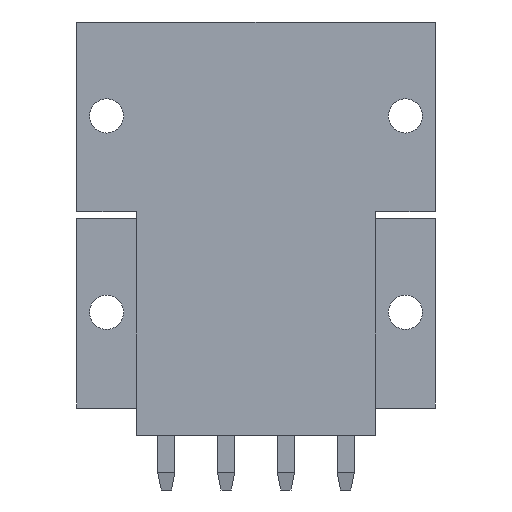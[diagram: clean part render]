
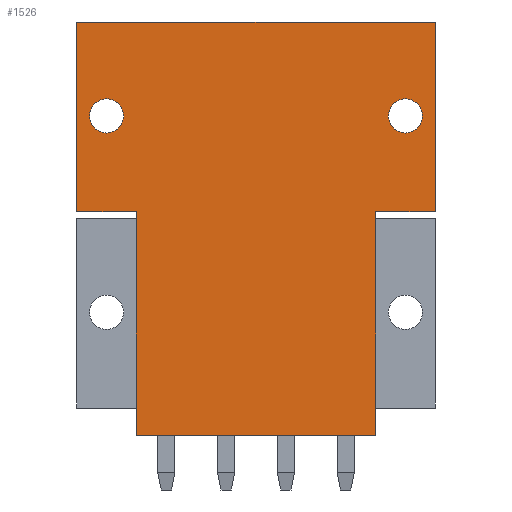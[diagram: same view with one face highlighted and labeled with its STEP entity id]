
A CAD part, front view. The second image highlights one B-rep face of the part: STEP entity #1526.
In plain terms, the highlighted planar face has unit normal (0, -1, 0).
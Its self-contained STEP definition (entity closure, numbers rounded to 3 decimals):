
#1440=AXIS2_PLACEMENT_3D('Plane Axis2P3D',#1437,#1438,#1439) ;
#1492=AXIS2_PLACEMENT_3D('Circle Axis2P3D',#1490,#1491,$) ;
#1501=AXIS2_PLACEMENT_3D('Circle Axis2P3D',#1499,#1500,$) ;
#1510=AXIS2_PLACEMENT_3D('Circle Axis2P3D',#1508,#1509,$) ;
#1519=AXIS2_PLACEMENT_3D('Circle Axis2P3D',#1517,#1518,$) ;
#40=CARTESIAN_POINT('Vertex',(0.,0.,27.4)) ;
#45=CARTESIAN_POINT('Line Origine',(10.5,0.,27.4)) ;
#49=CARTESIAN_POINT('Vertex',(21.,0.,27.4)) ;
#1143=CARTESIAN_POINT('Vertex',(17.5,0.,3.2)) ;
#1146=CARTESIAN_POINT('Line Origine',(10.5,0.,3.2)) ;
#1150=CARTESIAN_POINT('Vertex',(3.5,0.,3.2)) ;
#1437=CARTESIAN_POINT('Axis2P3D Location',(3.5,0.,27.4)) ;
#1442=CARTESIAN_POINT('Line Origine',(17.5,0.,9.75)) ;
#1446=CARTESIAN_POINT('Vertex',(17.5,0.,16.3)) ;
#1449=CARTESIAN_POINT('Line Origine',(19.25,0.,16.3)) ;
#1453=CARTESIAN_POINT('Vertex',(21.,0.,16.3)) ;
#1456=CARTESIAN_POINT('Line Origine',(21.,0.,21.85)) ;
#1461=CARTESIAN_POINT('Line Origine',(0.,0.,21.85)) ;
#1465=CARTESIAN_POINT('Vertex',(0.,0.,16.3)) ;
#1468=CARTESIAN_POINT('Line Origine',(1.75,0.,16.3)) ;
#1472=CARTESIAN_POINT('Vertex',(3.5,0.,16.3)) ;
#1475=CARTESIAN_POINT('Line Origine',(3.5,0.,9.75)) ;
#1490=CARTESIAN_POINT('Axis2P3D Location',(19.25,0.,21.9)) ;
#1494=CARTESIAN_POINT('Vertex',(18.25,0.,21.9)) ;
#1496=CARTESIAN_POINT('Vertex',(20.25,0.,21.9)) ;
#1499=CARTESIAN_POINT('Axis2P3D Location',(19.25,0.,21.9)) ;
#1508=CARTESIAN_POINT('Axis2P3D Location',(1.75,0.,21.9)) ;
#1512=CARTESIAN_POINT('Vertex',(2.75,0.,21.9)) ;
#1514=CARTESIAN_POINT('Vertex',(0.75,0.,21.9)) ;
#1517=CARTESIAN_POINT('Axis2P3D Location',(1.75,0.,21.9)) ;
#46=DIRECTION('Vector Direction',(1.,0.,0.)) ;
#1147=DIRECTION('Vector Direction',(1.,0.,0.)) ;
#1438=DIRECTION('Axis2P3D Direction',(0.,-1.,0.)) ;
#1439=DIRECTION('Axis2P3D XDirection',(0.,0.,-1.)) ;
#1443=DIRECTION('Vector Direction',(0.,0.,-1.)) ;
#1450=DIRECTION('Vector Direction',(1.,0.,0.)) ;
#1457=DIRECTION('Vector Direction',(0.,0.,-1.)) ;
#1462=DIRECTION('Vector Direction',(0.,0.,-1.)) ;
#1469=DIRECTION('Vector Direction',(1.,0.,0.)) ;
#1476=DIRECTION('Vector Direction',(0.,0.,-1.)) ;
#1491=DIRECTION('Axis2P3D Direction',(0.,-1.,0.)) ;
#1500=DIRECTION('Axis2P3D Direction',(0.,-1.,0.)) ;
#1509=DIRECTION('Axis2P3D Direction',(0.,-1.,0.)) ;
#1518=DIRECTION('Axis2P3D Direction',(0.,-1.,0.)) ;
#47=VECTOR('Line Direction',#46,1.) ;
#1148=VECTOR('Line Direction',#1147,1.) ;
#1444=VECTOR('Line Direction',#1443,1.) ;
#1451=VECTOR('Line Direction',#1450,1.) ;
#1458=VECTOR('Line Direction',#1457,1.) ;
#1463=VECTOR('Line Direction',#1462,1.) ;
#1470=VECTOR('Line Direction',#1469,1.) ;
#1477=VECTOR('Line Direction',#1476,1.) ;
#1481=ORIENTED_EDGE('',*,*,#1448,.T.) ;
#1482=ORIENTED_EDGE('',*,*,#1455,.F.) ;
#1483=ORIENTED_EDGE('',*,*,#1460,.T.) ;
#1484=ORIENTED_EDGE('',*,*,#51,.T.) ;
#1485=ORIENTED_EDGE('',*,*,#1467,.F.) ;
#1486=ORIENTED_EDGE('',*,*,#1474,.T.) ;
#1487=ORIENTED_EDGE('',*,*,#1479,.F.) ;
#1488=ORIENTED_EDGE('',*,*,#1152,.T.) ;
#1505=ORIENTED_EDGE('',*,*,#1498,.F.) ;
#1506=ORIENTED_EDGE('',*,*,#1503,.F.) ;
#1523=ORIENTED_EDGE('',*,*,#1516,.T.) ;
#1524=ORIENTED_EDGE('',*,*,#1521,.T.) ;
#1507=FACE_BOUND('',#1504,.T.) ;
#1525=FACE_BOUND('',#1522,.T.) ;
#1526=ADVANCED_FACE('Housing',(#1489,#1507,#1525),#1441,.T.) ;
#1493=CIRCLE('generated circle',#1492,1.) ;
#1502=CIRCLE('generated circle',#1501,1.) ;
#1511=CIRCLE('generated circle',#1510,1.) ;
#1520=CIRCLE('generated circle',#1519,1.) ;
#51=EDGE_CURVE('',#50,#41,#48,.F.) ;
#1152=EDGE_CURVE('',#1151,#1144,#1149,.T.) ;
#1448=EDGE_CURVE('',#1144,#1447,#1445,.F.) ;
#1455=EDGE_CURVE('',#1454,#1447,#1452,.F.) ;
#1460=EDGE_CURVE('',#1454,#50,#1459,.F.) ;
#1467=EDGE_CURVE('',#1466,#41,#1464,.F.) ;
#1474=EDGE_CURVE('',#1466,#1473,#1471,.T.) ;
#1479=EDGE_CURVE('',#1151,#1473,#1478,.F.) ;
#1498=EDGE_CURVE('',#1495,#1497,#1493,.T.) ;
#1503=EDGE_CURVE('',#1497,#1495,#1502,.T.) ;
#1516=EDGE_CURVE('',#1513,#1515,#1511,.F.) ;
#1521=EDGE_CURVE('',#1515,#1513,#1520,.F.) ;
#1480=EDGE_LOOP('',(#1481,#1482,#1483,#1484,#1485,#1486,#1487,#1488)) ;
#1504=EDGE_LOOP('',(#1505,#1506)) ;
#1522=EDGE_LOOP('',(#1523,#1524)) ;
#1489=FACE_OUTER_BOUND('',#1480,.T.) ;
#48=LINE('Line',#45,#47) ;
#1149=LINE('Line',#1146,#1148) ;
#1445=LINE('Line',#1442,#1444) ;
#1452=LINE('Line',#1449,#1451) ;
#1459=LINE('Line',#1456,#1458) ;
#1464=LINE('Line',#1461,#1463) ;
#1471=LINE('Line',#1468,#1470) ;
#1478=LINE('Line',#1475,#1477) ;
#1441=PLANE('',#1440) ;
#41=VERTEX_POINT('',#40) ;
#50=VERTEX_POINT('',#49) ;
#1144=VERTEX_POINT('',#1143) ;
#1151=VERTEX_POINT('',#1150) ;
#1447=VERTEX_POINT('',#1446) ;
#1454=VERTEX_POINT('',#1453) ;
#1466=VERTEX_POINT('',#1465) ;
#1473=VERTEX_POINT('',#1472) ;
#1495=VERTEX_POINT('',#1494) ;
#1497=VERTEX_POINT('',#1496) ;
#1513=VERTEX_POINT('',#1512) ;
#1515=VERTEX_POINT('',#1514) ;
